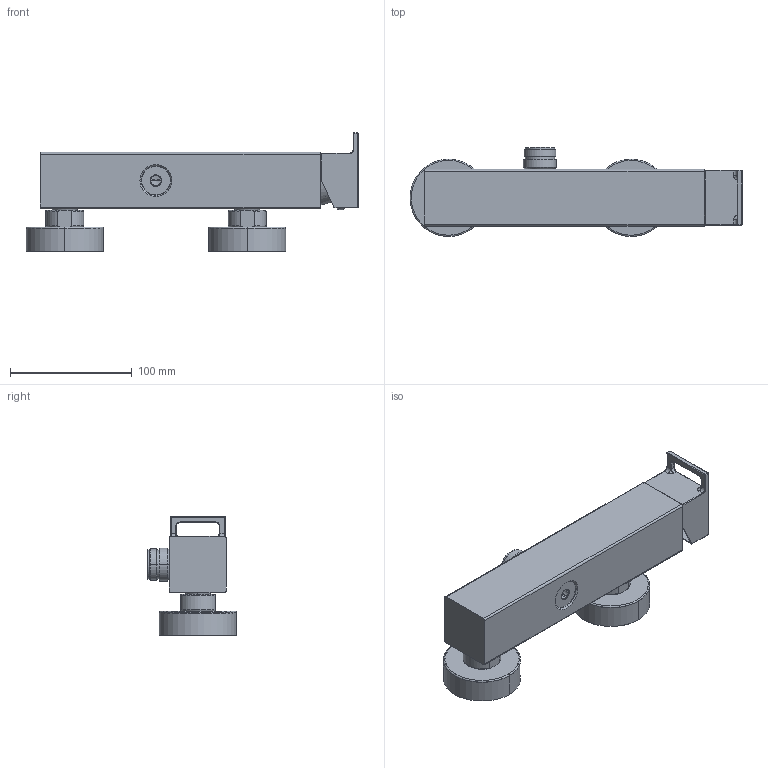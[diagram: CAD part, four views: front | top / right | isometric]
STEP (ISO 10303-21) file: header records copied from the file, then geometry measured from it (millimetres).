
FILE_DESCRIPTION((''),'2;1');
FILE_NAME('EF168RCR','2021-01-18T15:06:01',('ut3'),('PAFFONI SpA'),'CREO PARAMETRIC BY PTC INC, 2020044','CREO PARAMETRIC BY PTC INC, 2020044','');
FILE_SCHEMA(('CONFIG_CONTROL_DESIGN','SHAPE_APPEARANCE_LAYERS_GROUPS'));
Products named in the file (1): EF168RCR
Bounding box: 272.75 x 73 x 97.75 mm (x, y, z)
Volume: 257000.4 mm3; surface area: 170814.6 mm2
Topology: 1 solids, 1 shells, 1579 faces, 4068 edges, 2532 vertices
Faces by surface type: plane 772, cylinder 480, torus 149, cone 85, sphere 69, bspline 24
Entity records: 63823 total; most frequent: CARTESIAN_POINT 14202, DIRECTION 8129, ORIENTED_EDGE 8108, EDGE_CURVE 4054, AXIS2_PLACEMENT_3D 3006, VERTEX_POINT 2532, VECTOR 2117, LINE 2117
